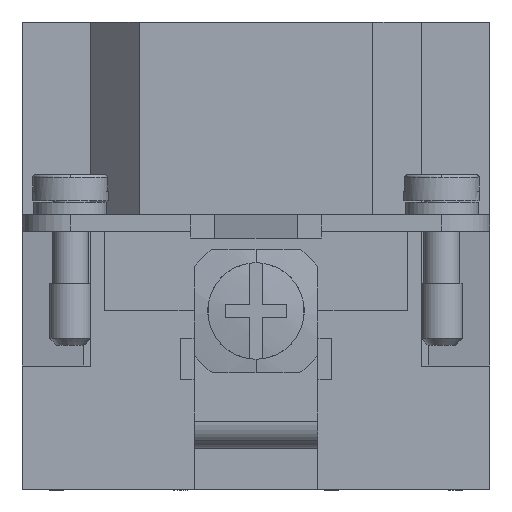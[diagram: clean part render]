
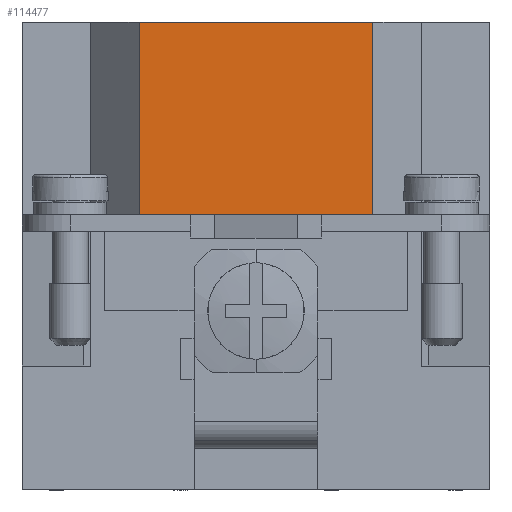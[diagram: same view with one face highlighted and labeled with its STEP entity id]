
A CAD part, left-side view. The second image highlights one B-rep face of the part: STEP entity #114477.
In plain terms, the highlighted planar face has unit normal (-1, 0, 0).
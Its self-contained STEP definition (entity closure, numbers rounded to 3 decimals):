
#111759=CARTESIAN_POINT('',(-55.0,8.5,14.));
#111760=VERTEX_POINT('',#111759);
#111767=CARTESIAN_POINT('',(-55.0,-8.5,14.));
#111768=VERTEX_POINT('',#111767);
#111769=CARTESIAN_POINT('',(-55.0,-8.5,14.));
#111770=DIRECTION('',(0.0,1.0,0.0));
#111771=VECTOR('',#111770,17.0);
#111772=LINE('',#111769,#111771);
#111773=EDGE_CURVE('',#111768,#111760,#111772,.T.);
#113459=CARTESIAN_POINT('',(-55.0,-8.5,0.0));
#113460=VERTEX_POINT('',#113459);
#113467=CARTESIAN_POINT('',(-55.0,8.5,0.0));
#113468=VERTEX_POINT('',#113467);
#113469=CARTESIAN_POINT('',(-55.0,-8.5,0.0));
#113470=DIRECTION('',(0.0,1.0,0.0));
#113471=VECTOR('',#113470,17.0);
#113472=LINE('',#113469,#113471);
#113473=EDGE_CURVE('',#113460,#113468,#113472,.T.);
#114296=CARTESIAN_POINT('',(-55.0,8.5,0.0));
#114297=DIRECTION('',(0.0,0.0,1.0));
#114298=VECTOR('',#114297,14.);
#114299=LINE('',#114296,#114298);
#114300=EDGE_CURVE('',#113468,#111760,#114299,.T.);
#114455=CARTESIAN_POINT('',(-55.0,-8.5,0.0));
#114456=DIRECTION('',(0.0,0.0,1.0));
#114457=VECTOR('',#114456,14.);
#114458=LINE('',#114455,#114457);
#114459=EDGE_CURVE('',#113460,#111768,#114458,.T.);
#114466=CARTESIAN_POINT('',(-55.0,-8.5,0.0));
#114467=DIRECTION('',(-1.0,0.0,0.0));
#114468=DIRECTION('',(0.0,0.0,1.0));
#114469=AXIS2_PLACEMENT_3D('',#114466,#114467,#114468);
#114470=PLANE('',#114469);
#114471=ORIENTED_EDGE('',*,*,#111773,.T.);
#114472=ORIENTED_EDGE('',*,*,#114300,.F.);
#114473=ORIENTED_EDGE('',*,*,#113473,.F.);
#114474=ORIENTED_EDGE('',*,*,#114459,.T.);
#114475=EDGE_LOOP('',(#114471,#114472,#114473,#114474));
#114476=FACE_OUTER_BOUND('',#114475,.T.);
#114477=ADVANCED_FACE('',(#114476),#114470,.T.);
